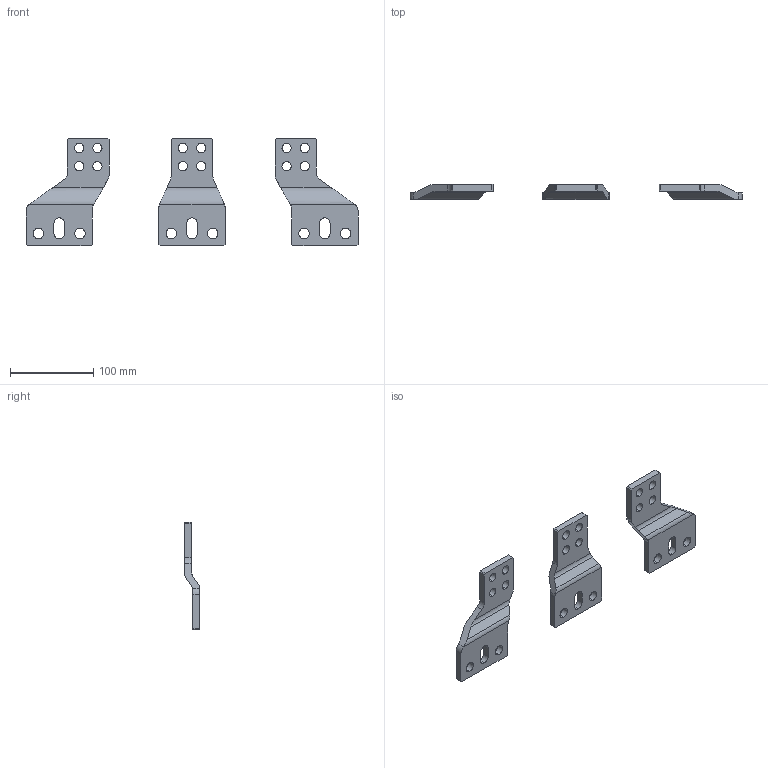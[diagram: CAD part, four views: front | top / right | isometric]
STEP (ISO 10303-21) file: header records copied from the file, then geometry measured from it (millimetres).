
FILE_DESCRIPTION (( 'STEP AP203' ), '1' );
FILE_NAME ('Ðàñøèðèòåëü âûâîäîâ ïîä øèíó 800À.STEP', '2016-11-25T07:59:38', ( '' ), ( '' ), 'SwSTEP 2.0', 'SolidWorks 2010', '' );
FILE_SCHEMA (( 'CONFIG_CONTROL_DESIGN' ));
Length unit declared in the file: millimetre
Products named in the file (1): Ðàñøèðèòåëü âûâîäîâ ïîä øèíó 800À
Bounding box: 400 x 18 x 130 mm (x, y, z)
Volume: 185826.5 mm3; surface area: 63114.6 mm2
Topology: 3 solids, 3 shells, 129 faces, 369 edges, 246 vertices
Faces by surface type: cylinder 69, plane 60
Entity records: 4408 total; most frequent: CARTESIAN_POINT 847, ORIENTED_EDGE 738, DIRECTION 711, EDGE_CURVE 369, VERTEX_POINT 246, AXIS2_PLACEMENT_3D 244, VECTOR 223, LINE 223
